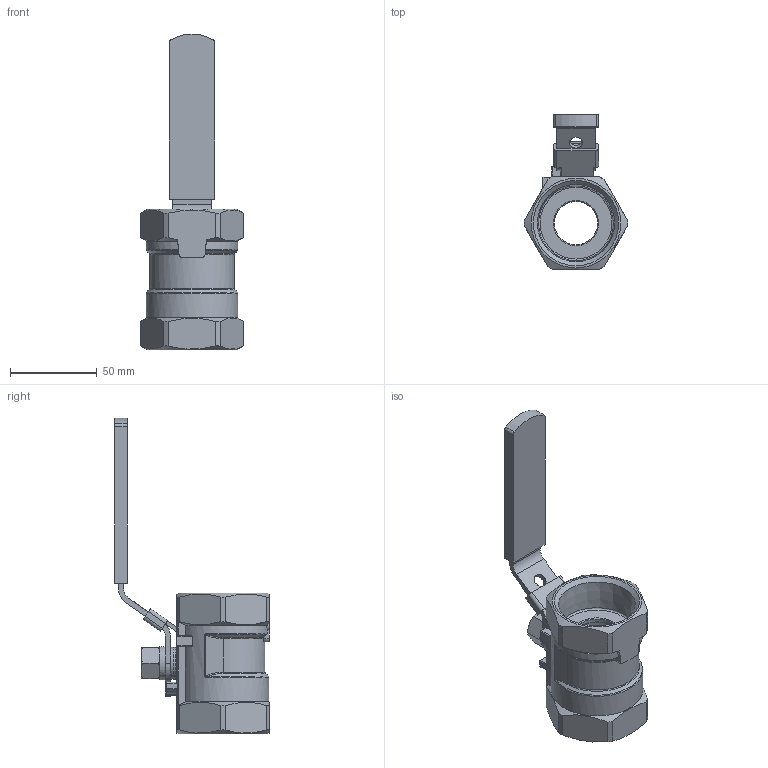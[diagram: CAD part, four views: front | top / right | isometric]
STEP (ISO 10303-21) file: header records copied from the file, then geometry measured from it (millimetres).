
FILE_DESCRIPTION(('STEP AP214'),'1');
FILE_NAME('1PC1-1-2.stp','2023-12-06T03:01:55',(' '),(' '),'Spatial InterOp 3D',' ',' ');
FILE_SCHEMA(('AUTOMOTIVE_DESIGN { 1 0 10303 214 1 1 1 1 }'));
Length unit declared in the file: millimetre
Products named in the file (13): 1PC-11/2; 锁片; 阀体; 阀杆; 侧塞; 小片; 中片; 钢垫; 手柄; 螺母 ： 标准 - M12.0 x 10.8; 垫圈 ： 单圈弹簧 - M12.0 x 3.1; 手柄套
Assembly tree (12 placements, depth 2):
  1PC-11/2
    锁片
    阀体
    阀杆
    侧塞
    小片
    中片
    钢垫
    手柄
    螺母 ： 标准 - M12.0 x 10.8
    垫圈 ： 单圈弹簧 - M12.0 x 3.1
    手柄套
    钢垫
Bounding box: 59.56 x 88.7 x 181.7 mm (x, y, z)
Volume: 104382.7 mm3; surface area: 59303.3 mm2
Topology: 12 solids, 12 shells, 869 faces, 2411 edges, 1595 vertices
Faces by surface type: plane 734, cylinder 83, cone 33, bspline 10, torus 8, sphere 1
Full cylindrical faces by diameter (mm): 7.5 x1, 12 x4, 12.1 x1, 12.3 x2, 15.5 x1, 16 x1, 16.3 x1, 18.3 x3, 18.4 x1, 25 x2, 33.2 x1, 40.7 x1, 44.1 x1, 46 x1
Entity records: 35934 total; most frequent: CARTESIAN_POINT 6664, ORIENTED_EDGE 4740, DIRECTION 4209, EDGE_CURVE 2370, LINE 2043, VECTOR 2043, VERTEX_POINT 1589, AXIS2_PLACEMENT_3D 1083
